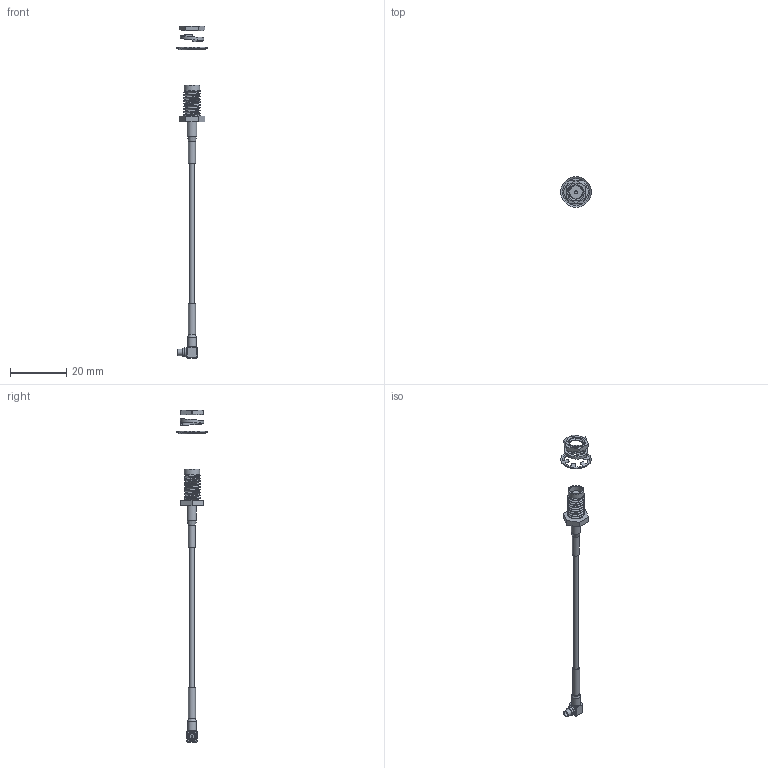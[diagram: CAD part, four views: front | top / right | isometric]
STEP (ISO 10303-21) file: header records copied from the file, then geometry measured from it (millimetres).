
FILE_DESCRIPTION(/* description */ (''),/* implementation_level */ '2;1');
FILE_NAME(/* name */ 'MMCX male to SMA female.step',/* time_stamp */ '2019-01-18T11:00:04+01:00',/* author */ (''),/* organization */ (''),/* preprocessor_version */ 'ST-DEVELOPER v17.2',/* originating_system */ 'Autodesk Translation Framework v7.6.0.251',/* authorisation */ '');
FILE_SCHEMA (('AUTOMOTIVE_DESIGN { 1 0 10303 214 3 1 1 }'));
Length unit declared in the file: millimetre
Products named in the file (5): MMCX to SMA female; Wire; Sma female connector; MMCX; Nuts etc
Assembly tree (4 placements, depth 2):
  MMCX to SMA female
    Wire
    Sma female connector
    MMCX
    Nuts etc
Bounding box: 11 x 11 x 118 mm (x, y, z)
Volume: 760.3 mm3; surface area: 3716.4 mm2
Topology: 12 solids, 12 shells, 224 faces, 556 edges, 367 vertices
Faces by surface type: plane 106, cylinder 103, cone 7, bspline 7, torus 1
Full cylindrical faces by diameter (mm): 0.5 x2, 1 x1, 1.1 x4, 1.52 x2, 1.72 x5, 1.8 x2, 2.3 x1, 2.5 x6, 2.9 x1, 3 x1, 3.2 x2, 3.3 x1, 4.5 x2, 4.744 x9, 5.035 x1, 5.5 x1, 6.147 x1, 11 x1
Entity records: 9949 total; most frequent: CARTESIAN_POINT 4632, ORIENTED_EDGE 1110, DIRECTION 977, EDGE_CURVE 555, VERTEX_POINT 367, AXIS2_PLACEMENT_3D 353, LINE 271, VECTOR 271
